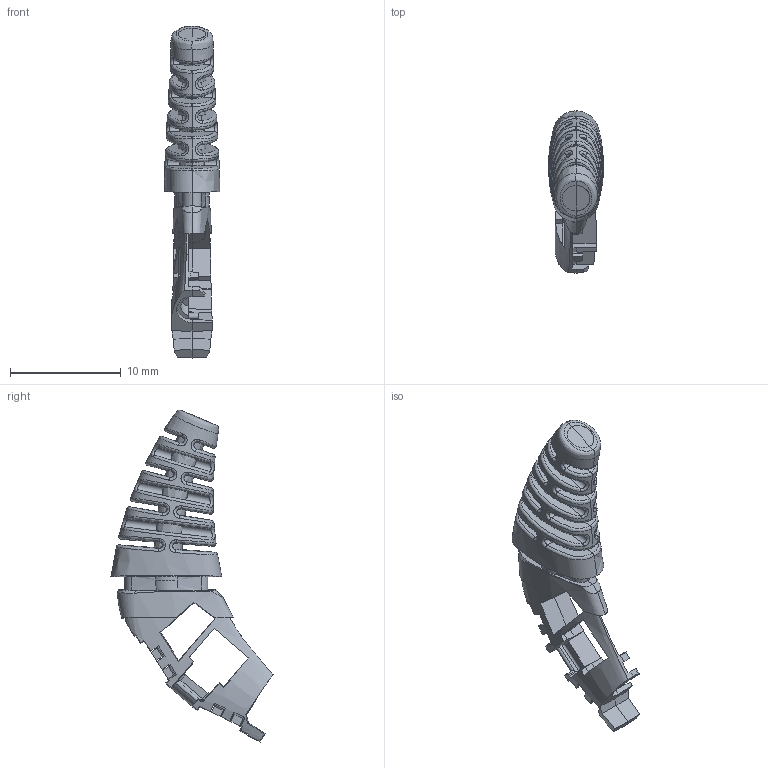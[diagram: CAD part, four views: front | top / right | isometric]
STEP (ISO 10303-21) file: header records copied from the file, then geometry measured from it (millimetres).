
FILE_DESCRIPTION (( 'STEP AP203' ), '1' );
FILE_NAME ('7146-01008_STRAIN_RELIEF.STEP', '2019-07-10T20:49:29', ( '' ), ( '' ), 'SwSTEP 2.0', 'SolidWorks 2018', '' );
FILE_SCHEMA (( 'CONFIG_CONTROL_DESIGN' ));
Length unit declared in the file: millimetre
Products named in the file (1): 7146-01008_STRAIN_RELIEF
Bounding box: 4.98 x 14.63 x 29.98 mm (x, y, z)
Volume: 467.1 mm3; surface area: 1092.8 mm2
Topology: 2 solids, 2 shells, 427 faces, 1164 edges, 709 vertices
Faces by surface type: plane 184, bspline 92, cylinder 75, sphere 36, cone 36, torus 4
Entity records: 30422 total; most frequent: CARTESIAN_POINT 21307, ORIENTED_EDGE 2232, DIRECTION 1416, EDGE_CURVE 1116, VERTEX_POINT 681, AXIS2_PLACEMENT_3D 507, B_SPLINE_CURVE_WITH_KNOTS 481, EDGE_LOOP 429
